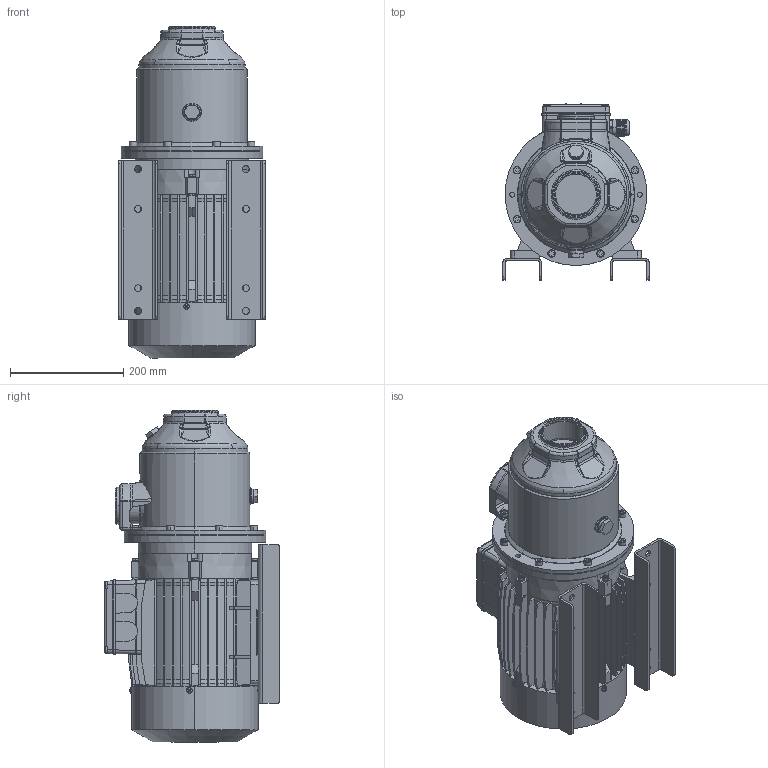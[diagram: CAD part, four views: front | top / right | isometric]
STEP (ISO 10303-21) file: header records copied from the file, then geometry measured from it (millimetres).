
FILE_DESCRIPTION (( 'STEP AP214' ), '1' );
FILE_NAME ('4_93_489_22.step', '2022-10-03T15:39:12', ( '' ), ( '' ), 'SwSTEP 2.0', 'SolidWorks 2020', '' );
FILE_SCHEMA (( 'AUTOMOTIVE_DESIGN' ));
Length unit declared in the file: millimetre
Products named in the file (1): 4_93_489_22
Bounding box: 258 x 310.2 x 585.5 mm (x, y, z)
Volume: 19804941.7 mm3; surface area: 1438440.1 mm2
Topology: 27 solids, 27 shells, 3296 faces, 8973 edges, 5839 vertices
Faces by surface type: plane 1331, bspline 1301, cylinder 469, cone 167, sphere 18, torus 10
Entity records: 169840 total; most frequent: CARTESIAN_POINT 58229, ORIENTED_EDGE 17866, DIRECTION 11468, EDGE_CURVE 8933, VERTEX_POINT 5839, LINE 5474, VECTOR 5474, EDGE_LOOP 3492
